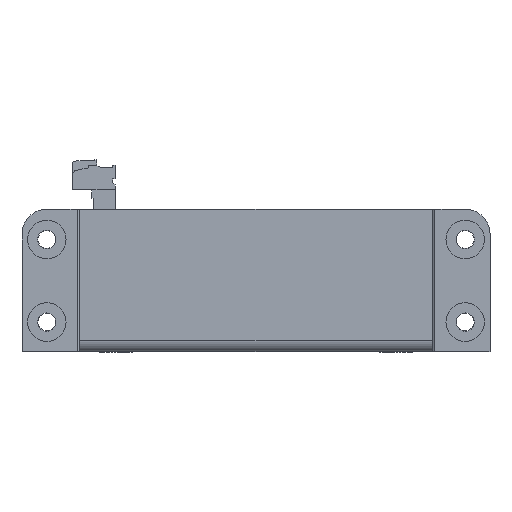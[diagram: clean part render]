
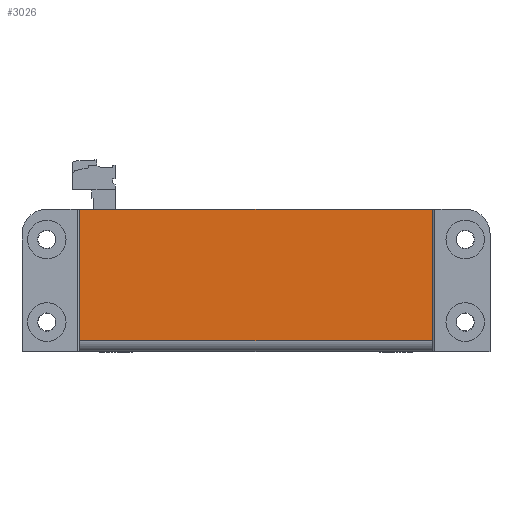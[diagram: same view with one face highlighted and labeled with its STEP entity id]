
A CAD part, front view. The second image highlights one B-rep face of the part: STEP entity #3026.
In plain terms, the highlighted planar face has unit normal (0, -1, 0).
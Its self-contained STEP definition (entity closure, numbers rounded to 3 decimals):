
#2157=FACE_OUTER_BOUND('',#4603,.T.);
#3026=ADVANCED_FACE('',(#2157),#3920,.T.);
#3920=PLANE('',#22361);
#4603=EDGE_LOOP('',(#5841,#5842,#5843,#5844));
#5841=ORIENTED_EDGE('',*,*,#12149,.F.);
#5842=ORIENTED_EDGE('',*,*,#12128,.F.);
#5843=ORIENTED_EDGE('',*,*,#12150,.T.);
#5844=ORIENTED_EDGE('',*,*,#12151,.T.);
#10483=VERTEX_POINT('',#28771);
#10510=VERTEX_POINT('',#28849);
#10531=VERTEX_POINT('',#28917);
#10532=VERTEX_POINT('',#28919);
#12128=EDGE_CURVE('',#10510,#10483,#17414,.T.);
#12149=EDGE_CURVE('',#10483,#10531,#17423,.T.);
#12150=EDGE_CURVE('',#10510,#10532,#17424,.T.);
#12151=EDGE_CURVE('',#10532,#10531,#17425,.T.);
#17414=LINE('',#28850,#19291);
#17423=LINE('',#28916,#19300);
#17424=LINE('',#28918,#19301);
#17425=LINE('',#28920,#19302);
#19291=VECTOR('',#23881,1.);
#19300=VECTOR('',#23912,1.);
#19301=VECTOR('',#23913,1.);
#19302=VECTOR('',#23914,1.);
#22361=AXIS2_PLACEMENT_3D('',#28921,#23915,#23916);
#23881=DIRECTION('',(1.,0.,0.));
#23912=DIRECTION('',(0.,0.,-1.));
#23913=DIRECTION('',(0.,0.,-1.));
#23914=DIRECTION('',(1.,0.,0.));
#23915=DIRECTION('',(0.,-1.,0.));
#23916=DIRECTION('',(1.,0.,0.));
#28771=CARTESIAN_POINT('',(64.,-67.,21.1));
#28849=CARTESIAN_POINT('',(-64.,-67.,21.1));
#28850=CARTESIAN_POINT('',(-64.,-67.,21.1));
#28916=CARTESIAN_POINT('',(64.,-67.,21.1));
#28917=CARTESIAN_POINT('',(64.,-67.,-26.6));
#28918=CARTESIAN_POINT('',(-64.,-67.,21.1));
#28919=CARTESIAN_POINT('',(-64.,-67.,-26.6));
#28920=CARTESIAN_POINT('',(-64.,-67.,-26.6));
#28921=CARTESIAN_POINT('',(33.,-67.,21.1));
